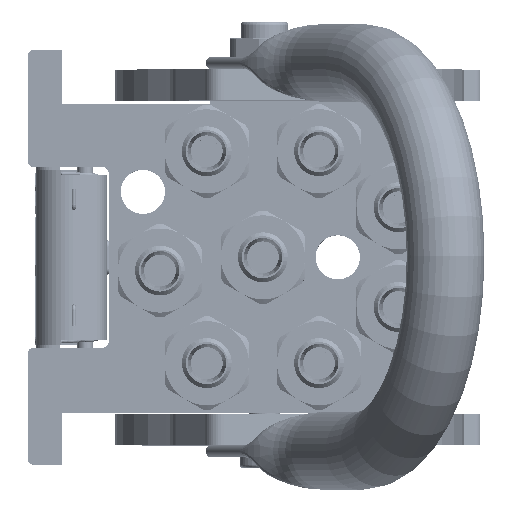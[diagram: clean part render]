
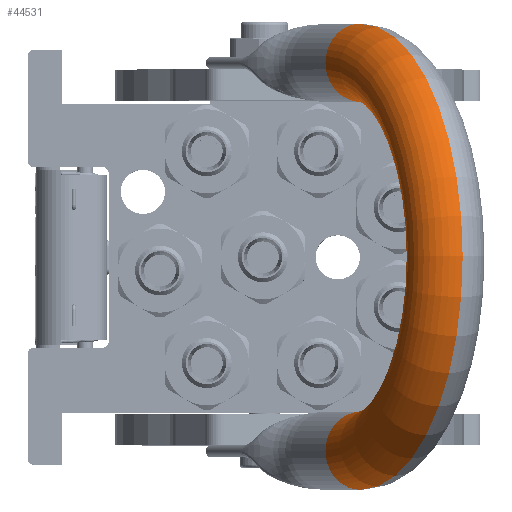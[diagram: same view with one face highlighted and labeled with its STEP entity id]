
A CAD part, top view. The second image highlights one B-rep face of the part: STEP entity #44531.
In plain terms, the highlighted toroidal (fillet/blend) face has major radius 62.25 mm and minor radius 12.5 mm.
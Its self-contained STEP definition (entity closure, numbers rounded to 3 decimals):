
#1365 = VERTEX_POINT ( 'NONE', #4620 ) ;
#3437 = CIRCLE ( 'NONE', #51883, 12.5 ) ;
#4620 = CARTESIAN_POINT ( 'NONE',  ( -74.75, 0., 25.25 ) ) ;
#7355 = CIRCLE ( 'NONE', #59767, 49.75 ) ;
#17004 = CARTESIAN_POINT ( 'NONE',  ( 74.75, 0., 25.25 ) ) ;
#22933 = DIRECTION ( 'NONE',  ( 1., 0., 0. ) ) ;
#27638 = DIRECTION ( 'NONE',  ( -1., 0., 0. ) ) ;
#30379 = FACE_OUTER_BOUND ( 'NONE', #101501, .T. ) ;
#33351 = ORIENTED_EDGE ( 'NONE', *, *, #73925, .T. ) ;
#33695 = CARTESIAN_POINT ( 'NONE',  ( 0., 0., 25.25 ) ) ;
#36659 = AXIS2_PLACEMENT_3D ( 'NONE', #86073, #85657, #74838 ) ;
#38945 = CIRCLE ( 'NONE', #72583, 74.75 ) ;
#41295 = DIRECTION ( 'NONE',  ( 0., 0., -1. ) ) ;
#42413 = TOROIDAL_SURFACE ( 'NONE', #70094, 62.25, 12.5 ) ;
#44406 = CARTESIAN_POINT ( 'NONE',  ( -49.75, 0., 25.25 ) ) ;
#44531 = ADVANCED_FACE ( 'NONE', ( #30379 ), #42413, .T. ) ;
#49876 = CIRCLE ( 'NONE', #36659, 12.5 ) ;
#51883 = AXIS2_PLACEMENT_3D ( 'NONE', #60928, #41295, #22933 ) ;
#54571 = DIRECTION ( 'NONE',  ( 1., 0., 0. ) ) ;
#56062 = DIRECTION ( 'NONE',  ( 0., 1., 0. ) ) ;
#56240 = ORIENTED_EDGE ( 'NONE', *, *, #120772, .T. ) ;
#59767 = AXIS2_PLACEMENT_3D ( 'NONE', #75572, #95201, #85181 ) ;
#60928 = CARTESIAN_POINT ( 'NONE',  ( 62.25, 0., 25.25 ) ) ;
#66022 = CARTESIAN_POINT ( 'NONE',  ( 0., 0., 25.25 ) ) ;
#70094 = AXIS2_PLACEMENT_3D ( 'NONE', #33695, #82999, #54571 ) ;
#72583 = AXIS2_PLACEMENT_3D ( 'NONE', #66022, #56062, #27638 ) ;
#73042 = EDGE_CURVE ( 'NONE', #1365, #112857, #38945, .T. ) ;
#73925 = EDGE_CURVE ( 'NONE', #111330, #81763, #7355, .T. ) ;
#74838 = DIRECTION ( 'NONE',  ( -1., 0., 0. ) ) ;
#74917 = CARTESIAN_POINT ( 'NONE',  ( 49.75, 0., 25.25 ) ) ;
#75572 = CARTESIAN_POINT ( 'NONE',  ( 0., 0., 25.25 ) ) ;
#81763 = VERTEX_POINT ( 'NONE', #74917 ) ;
#82999 = DIRECTION ( 'NONE',  ( 0., 1., 0. ) ) ;
#85181 = DIRECTION ( 'NONE',  ( -1., 0., 0. ) ) ;
#85657 = DIRECTION ( 'NONE',  ( 0., 0., 1. ) ) ;
#86073 = CARTESIAN_POINT ( 'NONE',  ( -62.25, 0., 25.25 ) ) ;
#91911 = ORIENTED_EDGE ( 'NONE', *, *, #73042, .F. ) ;
#95201 = DIRECTION ( 'NONE',  ( 0., 1., 0. ) ) ;
#101501 = EDGE_LOOP ( 'NONE', ( #33351, #118060, #91911, #56240 ) ) ;
#111330 = VERTEX_POINT ( 'NONE', #44406 ) ;
#112857 = VERTEX_POINT ( 'NONE', #17004 ) ;
#118060 = ORIENTED_EDGE ( 'NONE', *, *, #121079, .F. ) ;
#120772 = EDGE_CURVE ( 'NONE', #1365, #111330, #49876, .T. ) ;
#121079 = EDGE_CURVE ( 'NONE', #112857, #81763, #3437, .T. ) ;
